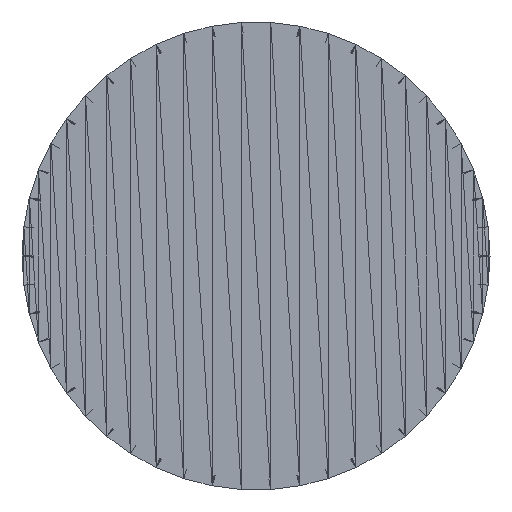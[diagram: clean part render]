
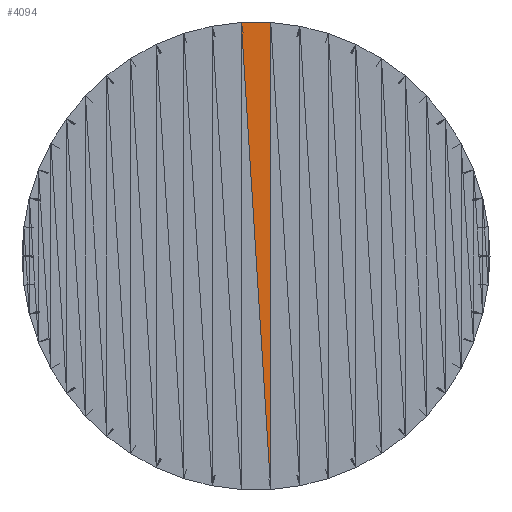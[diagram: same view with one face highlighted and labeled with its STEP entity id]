
A CAD part, top view. The second image highlights one B-rep face of the part: STEP entity #4094.
In plain terms, the highlighted planar face has unit normal (0, 0, 1).
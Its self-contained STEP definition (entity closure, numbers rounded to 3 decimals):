
#1194 = VERTEX_POINT('',#1195);
#1195 = CARTESIAN_POINT('',(0.226,3.593,0.));
#1209 = PLANE('',#1210);
#1210 = AXIS2_PLACEMENT_3D('',#1211,#1212,#1213);
#1211 = CARTESIAN_POINT('',(0.049,2.718,
    -0.877));
#1212 = DIRECTION('',(0.,0.708,-0.706)
  );
#1213 = DIRECTION('',(0.,0.706,0.708)
  );
#1964 = VERTEX_POINT('',#1965);
#1965 = CARTESIAN_POINT('',(0.226,-3.593,0.));
#2012 = PLANE('',#2013);
#2013 = AXIS2_PLACEMENT_3D('',#2014,#2015,#2016);
#2014 = CARTESIAN_POINT('',(-0.109,-0.109,0.));
#2015 = DIRECTION('',(0.,0.,1.));
#2016 = DIRECTION('',(1.,0.,-0.));
#2154 = PLANE('',#2155);
#2155 = AXIS2_PLACEMENT_3D('',#2156,#2157,#2158);
#2156 = CARTESIAN_POINT('',(0.341,-0.095,0.));
#2157 = DIRECTION('',(0.,0.,1.));
#2158 = DIRECTION('',(1.,0.,-0.));
#2169 = EDGE_CURVE('',#1194,#1964,#2170,.T.);
#2170 = SURFACE_CURVE('',#2171,(#2175,#2182),.PCURVE_S1.);
#2171 = LINE('',#2172,#2173);
#2172 = CARTESIAN_POINT('',(0.226,3.593,0.));
#2173 = VECTOR('',#2174,1.);
#2174 = DIRECTION('',(0.,-1.,0.));
#2175 = PCURVE('',#2154,#2176);
#2176 = DEFINITIONAL_REPRESENTATION('',(#2177),#2181);
#2177 = LINE('',#2178,#2179);
#2178 = CARTESIAN_POINT('',(-0.115,3.688));
#2179 = VECTOR('',#2180,1.);
#2180 = DIRECTION('',(0.,-1.));
#2181 = ( GEOMETRIC_REPRESENTATION_CONTEXT(2) 
PARAMETRIC_REPRESENTATION_CONTEXT() REPRESENTATION_CONTEXT('2D SPACE',''
  ) );
#2182 = PCURVE('',#2183,#2188);
#2183 = PLANE('',#2184);
#2184 = AXIS2_PLACEMENT_3D('',#2185,#2186,#2187);
#2185 = CARTESIAN_POINT('',(0.109,0.109,0.));
#2186 = DIRECTION('',(0.,0.,1.));
#2187 = DIRECTION('',(1.,0.,-0.));
#2188 = DEFINITIONAL_REPRESENTATION('',(#2189),#2193);
#2189 = LINE('',#2190,#2191);
#2190 = CARTESIAN_POINT('',(0.117,3.483));
#2191 = VECTOR('',#2192,1.);
#2192 = DIRECTION('',(0.,-1.));
#2193 = ( GEOMETRIC_REPRESENTATION_CONTEXT(2) 
PARAMETRIC_REPRESENTATION_CONTEXT() REPRESENTATION_CONTEXT('2D SPACE',''
  ) );
#4094 = ADVANCED_FACE('',(#4095),#2183,.T.);
#4095 = FACE_BOUND('',#4096,.T.);
#4096 = EDGE_LOOP('',(#4097,#4120,#4121));
#4097 = ORIENTED_EDGE('',*,*,#4098,.T.);
#4098 = EDGE_CURVE('',#4099,#1964,#4101,.T.);
#4099 = VERTEX_POINT('',#4100);
#4100 = CARTESIAN_POINT('',(-0.226,3.593,0.));
#4101 = SURFACE_CURVE('',#4102,(#4106,#4113),.PCURVE_S1.);
#4102 = LINE('',#4103,#4104);
#4103 = CARTESIAN_POINT('',(-0.226,3.593,0.));
#4104 = VECTOR('',#4105,1.);
#4105 = DIRECTION('',(0.063,-0.998,0.));
#4106 = PCURVE('',#2183,#4107);
#4107 = DEFINITIONAL_REPRESENTATION('',(#4108),#4112);
#4108 = LINE('',#4109,#4110);
#4109 = CARTESIAN_POINT('',(-0.336,3.483));
#4110 = VECTOR('',#4111,1.);
#4111 = DIRECTION('',(0.063,-0.998));
#4112 = ( GEOMETRIC_REPRESENTATION_CONTEXT(2) 
PARAMETRIC_REPRESENTATION_CONTEXT() REPRESENTATION_CONTEXT('2D SPACE',''
  ) );
#4113 = PCURVE('',#2012,#4114);
#4114 = DEFINITIONAL_REPRESENTATION('',(#4115),#4119);
#4115 = LINE('',#4116,#4117);
#4116 = CARTESIAN_POINT('',(-0.117,3.702));
#4117 = VECTOR('',#4118,1.);
#4118 = DIRECTION('',(0.063,-0.998));
#4119 = ( GEOMETRIC_REPRESENTATION_CONTEXT(2) 
PARAMETRIC_REPRESENTATION_CONTEXT() REPRESENTATION_CONTEXT('2D SPACE',''
  ) );
#4120 = ORIENTED_EDGE('',*,*,#2169,.F.);
#4121 = ORIENTED_EDGE('',*,*,#4122,.T.);
#4122 = EDGE_CURVE('',#1194,#4099,#4123,.T.);
#4123 = SURFACE_CURVE('',#4124,(#4128,#4135),.PCURVE_S1.);
#4124 = LINE('',#4125,#4126);
#4125 = CARTESIAN_POINT('',(0.226,3.593,0.));
#4126 = VECTOR('',#4127,1.);
#4127 = DIRECTION('',(-1.,0.,0.));
#4128 = PCURVE('',#2183,#4129);
#4129 = DEFINITIONAL_REPRESENTATION('',(#4130),#4134);
#4130 = LINE('',#4131,#4132);
#4131 = CARTESIAN_POINT('',(0.117,3.483));
#4132 = VECTOR('',#4133,1.);
#4133 = DIRECTION('',(-1.,0.));
#4134 = ( GEOMETRIC_REPRESENTATION_CONTEXT(2) 
PARAMETRIC_REPRESENTATION_CONTEXT() REPRESENTATION_CONTEXT('2D SPACE',''
  ) );
#4135 = PCURVE('',#1209,#4136);
#4136 = DEFINITIONAL_REPRESENTATION('',(#4137),#4141);
#4137 = LINE('',#4138,#4139);
#4138 = CARTESIAN_POINT('',(1.238,0.177));
#4139 = VECTOR('',#4140,1.);
#4140 = DIRECTION('',(0.,-1.));
#4141 = ( GEOMETRIC_REPRESENTATION_CONTEXT(2) 
PARAMETRIC_REPRESENTATION_CONTEXT() REPRESENTATION_CONTEXT('2D SPACE',''
  ) );
